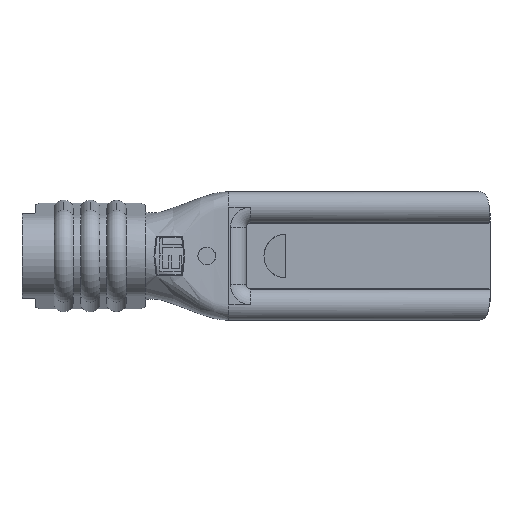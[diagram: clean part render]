
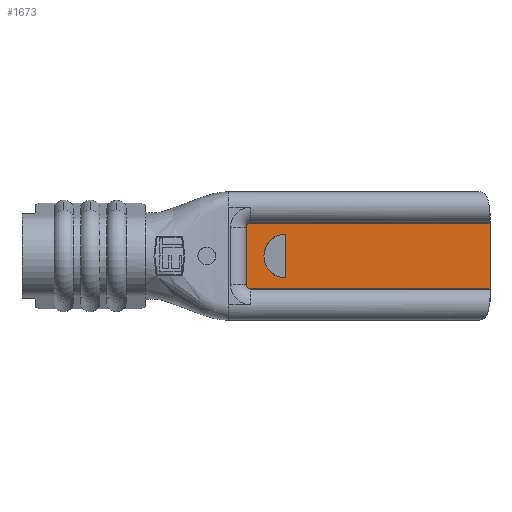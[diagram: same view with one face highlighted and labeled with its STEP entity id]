
A CAD part, front view. The second image highlights one B-rep face of the part: STEP entity #1673.
In plain terms, the highlighted planar face has unit normal (0, -1, 0).
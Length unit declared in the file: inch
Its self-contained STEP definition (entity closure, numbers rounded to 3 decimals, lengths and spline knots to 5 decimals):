
#168 = CARTESIAN_POINT ( 'NONE',  ( 0., 0., -0.0375 ) ) ;
#174 = EDGE_CURVE ( 'NONE', #6823, #710, #5418, .T. ) ;
#267 = DIRECTION ( 'NONE',  ( -1., 0., 0. ) ) ;
#269 = CARTESIAN_POINT ( 'NONE',  ( -0.272, 0., 0.0375 ) ) ;
#403 = CARTESIAN_POINT ( 'NONE',  ( -0.272, 0., -0.0375 ) ) ;
#498 = AXIS2_PLACEMENT_3D ( 'NONE', #1059, #4955, #1650 ) ;
#593 = CARTESIAN_POINT ( 'NONE',  ( -0.277, 0., -0.0325 ) ) ;
#710 = VERTEX_POINT ( 'NONE', #4224 ) ;
#804 = VECTOR ( 'NONE', #267, 39.37008 ) ;
#816 = CARTESIAN_POINT ( 'NONE',  ( -0.272, 0., 0.0325 ) ) ;
#880 = EDGE_CURVE ( 'NONE', #5475, #4413, #6750, .T. ) ;
#881 = DIRECTION ( 'NONE',  ( 0., 0., -1. ) ) ;
#989 = LINE ( 'NONE', #1835, #4179 ) ;
#1059 = CARTESIAN_POINT ( 'NONE',  ( -0.232, 0., 0. ) ) ;
#1186 = VERTEX_POINT ( 'NONE', #269 ) ;
#1190 = EDGE_CURVE ( 'NONE', #4413, #4833, #2445, .T. ) ;
#1262 = VECTOR ( 'NONE', #3173, 39.37008 ) ;
#1405 = DIRECTION ( 'NONE',  ( 0., 0., -1. ) ) ;
#1485 = EDGE_CURVE ( 'NONE', #1186, #1743, #989, .T. ) ;
#1624 = ORIENTED_EDGE ( 'NONE', *, *, #174, .F. ) ;
#1650 = DIRECTION ( 'NONE',  ( 0., 0., -1. ) ) ;
#1673 = ADVANCED_FACE ( 'NONE', ( #6207, #4596 ), #4197, .T. ) ;
#1728 = EDGE_CURVE ( 'NONE', #4833, #4861, #5682, .T. ) ;
#1743 = VERTEX_POINT ( 'NONE', #4807 ) ;
#1775 = DIRECTION ( 'NONE',  ( 0., 0., 1. ) ) ;
#1809 = CARTESIAN_POINT ( 'NONE',  ( -0.232, 0., -0.0375 ) ) ;
#1813 = ORIENTED_EDGE ( 'NONE', *, *, #4961, .F. ) ;
#1835 = CARTESIAN_POINT ( 'NONE',  ( -0.272, 0., 0.0375 ) ) ;
#1845 = ORIENTED_EDGE ( 'NONE', *, *, #5555, .F. ) ;
#1883 = AXIS2_PLACEMENT_3D ( 'NONE', #816, #4747, #1405 ) ;
#2445 = CIRCLE ( 'NONE', #4753, 0.005 ) ;
#2475 = ORIENTED_EDGE ( 'NONE', *, *, #880, .F. ) ;
#2537 = ORIENTED_EDGE ( 'NONE', *, *, #1728, .F. ) ;
#2557 = DIRECTION ( 'NONE',  ( 0., -1., 0. ) ) ;
#2661 = AXIS2_PLACEMENT_3D ( 'NONE', #4730, #2557, #6377 ) ;
#2755 = CARTESIAN_POINT ( 'NONE',  ( -0.232, 0., -0.025 ) ) ;
#2831 = CIRCLE ( 'NONE', #1883, 0.005 ) ;
#2836 = EDGE_CURVE ( 'NONE', #710, #6823, #4910, .T. ) ;
#2840 = VECTOR ( 'NONE', #3649, 39.37008 ) ;
#2950 = CARTESIAN_POINT ( 'NONE',  ( -0.272, 0., -0.0375 ) ) ;
#3076 = ORIENTED_EDGE ( 'NONE', *, *, #2836, .F. ) ;
#3173 = DIRECTION ( 'NONE',  ( 0., 0., 1. ) ) ;
#3649 = DIRECTION ( 'NONE',  ( 0., 0., -1. ) ) ;
#3720 = DIRECTION ( 'NONE',  ( 0., 1., 0. ) ) ;
#4083 = CARTESIAN_POINT ( 'NONE',  ( -0.272, 0., -0.0325 ) ) ;
#4179 = VECTOR ( 'NONE', #5671, 39.37008 ) ;
#4197 = PLANE ( 'NONE',  #2661 ) ;
#4215 = ORIENTED_EDGE ( 'NONE', *, *, #1190, .F. ) ;
#4224 = CARTESIAN_POINT ( 'NONE',  ( -0.232, 0., 0.025 ) ) ;
#4413 = VERTEX_POINT ( 'NONE', #2950 ) ;
#4456 = LINE ( 'NONE', #168, #2840 ) ;
#4596 = FACE_BOUND ( 'NONE', #6249, .T. ) ;
#4730 = CARTESIAN_POINT ( 'NONE',  ( -0.272, 0., -0.0375 ) ) ;
#4747 = DIRECTION ( 'NONE',  ( 0., 1., 0. ) ) ;
#4753 = AXIS2_PLACEMENT_3D ( 'NONE', #4083, #3720, #881 ) ;
#4807 = CARTESIAN_POINT ( 'NONE',  ( 0., 0., 0.0375 ) ) ;
#4833 = VERTEX_POINT ( 'NONE', #593 ) ;
#4861 = VERTEX_POINT ( 'NONE', #5108 ) ;
#4910 = CIRCLE ( 'NONE', #498, 0.025 ) ;
#4955 = DIRECTION ( 'NONE',  ( 0., -1., 0. ) ) ;
#4961 = EDGE_CURVE ( 'NONE', #1743, #5475, #4456, .T. ) ;
#5108 = CARTESIAN_POINT ( 'NONE',  ( -0.277, 0., 0.0325 ) ) ;
#5418 = LINE ( 'NONE', #1809, #6907 ) ;
#5475 = VERTEX_POINT ( 'NONE', #5718 ) ;
#5555 = EDGE_CURVE ( 'NONE', #4861, #1186, #2831, .T. ) ;
#5671 = DIRECTION ( 'NONE',  ( 1., 0., 0. ) ) ;
#5682 = LINE ( 'NONE', #6432, #1262 ) ;
#5718 = CARTESIAN_POINT ( 'NONE',  ( 0., 0., -0.0375 ) ) ;
#5905 = ORIENTED_EDGE ( 'NONE', *, *, #1485, .F. ) ;
#6207 = FACE_OUTER_BOUND ( 'NONE', #7134, .T. ) ;
#6249 = EDGE_LOOP ( 'NONE', ( #3076, #1624 ) ) ;
#6377 = DIRECTION ( 'NONE',  ( 0., 0., -1. ) ) ;
#6432 = CARTESIAN_POINT ( 'NONE',  ( -0.277, 0., 0.0325 ) ) ;
#6750 = LINE ( 'NONE', #403, #804 ) ;
#6823 = VERTEX_POINT ( 'NONE', #2755 ) ;
#6907 = VECTOR ( 'NONE', #1775, 39.37008 ) ;
#7134 = EDGE_LOOP ( 'NONE', ( #1813, #5905, #1845, #2537, #4215, #2475 ) ) ;
